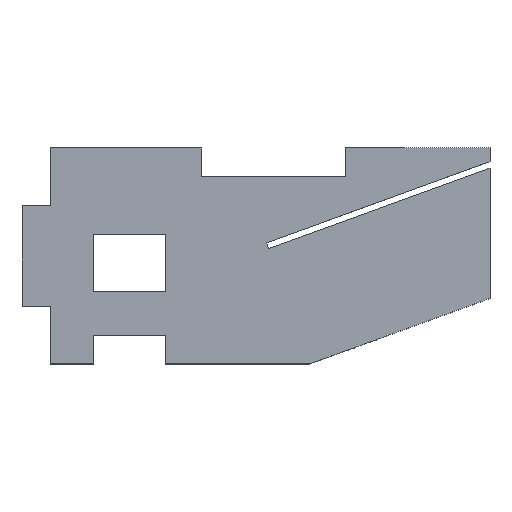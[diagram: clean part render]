
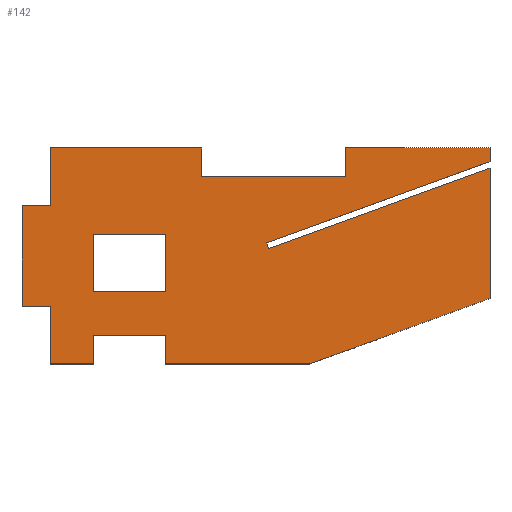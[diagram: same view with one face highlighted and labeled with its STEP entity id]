
A CAD part, top view. The second image highlights one B-rep face of the part: STEP entity #142.
In plain terms, the highlighted planar face has unit normal (0, 0, 1).
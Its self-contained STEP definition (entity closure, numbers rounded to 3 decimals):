
#113=FACE_BOUND('',#221,.T.);
#114=FACE_BOUND('',#222,.T.);
#142=ADVANCED_FACE('',(#113,#114),#169,.F.);
#169=PLANE('',#866);
#221=EDGE_LOOP('',(#325,#326,#327,#328,#329,#330,#331,#332,#333,#334,#335,
#336,#337,#338,#339,#340,#341,#342,#343,#344,#345));
#222=EDGE_LOOP('',(#346,#347,#348,#349));
#325=ORIENTED_EDGE('',*,*,#437,.F.);
#326=ORIENTED_EDGE('',*,*,#497,.F.);
#327=ORIENTED_EDGE('',*,*,#494,.F.);
#328=ORIENTED_EDGE('',*,*,#491,.F.);
#329=ORIENTED_EDGE('',*,*,#488,.F.);
#330=ORIENTED_EDGE('',*,*,#485,.F.);
#331=ORIENTED_EDGE('',*,*,#482,.F.);
#332=ORIENTED_EDGE('',*,*,#479,.F.);
#333=ORIENTED_EDGE('',*,*,#476,.F.);
#334=ORIENTED_EDGE('',*,*,#473,.F.);
#335=ORIENTED_EDGE('',*,*,#470,.F.);
#336=ORIENTED_EDGE('',*,*,#467,.F.);
#337=ORIENTED_EDGE('',*,*,#464,.F.);
#338=ORIENTED_EDGE('',*,*,#461,.F.);
#339=ORIENTED_EDGE('',*,*,#458,.F.);
#340=ORIENTED_EDGE('',*,*,#455,.F.);
#341=ORIENTED_EDGE('',*,*,#452,.F.);
#342=ORIENTED_EDGE('',*,*,#449,.F.);
#343=ORIENTED_EDGE('',*,*,#446,.F.);
#344=ORIENTED_EDGE('',*,*,#443,.F.);
#345=ORIENTED_EDGE('',*,*,#440,.F.);
#346=ORIENTED_EDGE('',*,*,#427,.T.);
#347=ORIENTED_EDGE('',*,*,#499,.T.);
#348=ORIENTED_EDGE('',*,*,#433,.T.);
#349=ORIENTED_EDGE('',*,*,#430,.T.);
#377=VERTEX_POINT('',#1058);
#378=VERTEX_POINT('',#1060);
#380=VERTEX_POINT('',#1066);
#382=VERTEX_POINT('',#1072);
#385=VERTEX_POINT('',#1079);
#386=VERTEX_POINT('',#1081);
#388=VERTEX_POINT('',#1087);
#390=VERTEX_POINT('',#1093);
#392=VERTEX_POINT('',#1099);
#394=VERTEX_POINT('',#1105);
#396=VERTEX_POINT('',#1111);
#398=VERTEX_POINT('',#1117);
#400=VERTEX_POINT('',#1123);
#402=VERTEX_POINT('',#1129);
#404=VERTEX_POINT('',#1135);
#406=VERTEX_POINT('',#1141);
#408=VERTEX_POINT('',#1147);
#410=VERTEX_POINT('',#1153);
#412=VERTEX_POINT('',#1159);
#414=VERTEX_POINT('',#1165);
#416=VERTEX_POINT('',#1171);
#418=VERTEX_POINT('',#1177);
#420=VERTEX_POINT('',#1183);
#422=VERTEX_POINT('',#1189);
#424=VERTEX_POINT('',#1195);
#427=EDGE_CURVE('',#378,#377,#604,.T.);
#430=EDGE_CURVE('',#380,#378,#607,.T.);
#433=EDGE_CURVE('',#382,#380,#610,.T.);
#437=EDGE_CURVE('',#385,#386,#614,.T.);
#440=EDGE_CURVE('',#386,#388,#617,.T.);
#443=EDGE_CURVE('',#388,#390,#620,.T.);
#446=EDGE_CURVE('',#390,#392,#623,.T.);
#449=EDGE_CURVE('',#392,#394,#626,.T.);
#452=EDGE_CURVE('',#394,#396,#629,.T.);
#455=EDGE_CURVE('',#396,#398,#632,.T.);
#458=EDGE_CURVE('',#398,#400,#635,.T.);
#461=EDGE_CURVE('',#400,#402,#638,.T.);
#464=EDGE_CURVE('',#402,#404,#641,.T.);
#467=EDGE_CURVE('',#404,#406,#644,.T.);
#470=EDGE_CURVE('',#406,#408,#647,.T.);
#473=EDGE_CURVE('',#408,#410,#650,.T.);
#476=EDGE_CURVE('',#410,#412,#653,.T.);
#479=EDGE_CURVE('',#412,#414,#656,.T.);
#482=EDGE_CURVE('',#414,#416,#659,.T.);
#485=EDGE_CURVE('',#416,#418,#662,.T.);
#488=EDGE_CURVE('',#418,#420,#665,.T.);
#491=EDGE_CURVE('',#420,#422,#668,.T.);
#494=EDGE_CURVE('',#422,#424,#671,.T.);
#497=EDGE_CURVE('',#424,#385,#674,.T.);
#499=EDGE_CURVE('',#377,#382,#676,.T.);
#604=LINE('',#1059,#704);
#607=LINE('',#1065,#707);
#610=LINE('',#1071,#710);
#614=LINE('',#1080,#714);
#617=LINE('',#1086,#717);
#620=LINE('',#1092,#720);
#623=LINE('',#1098,#723);
#626=LINE('',#1104,#726);
#629=LINE('',#1110,#729);
#632=LINE('',#1116,#732);
#635=LINE('',#1122,#735);
#638=LINE('',#1128,#738);
#641=LINE('',#1134,#741);
#644=LINE('',#1140,#744);
#647=LINE('',#1146,#747);
#650=LINE('',#1152,#750);
#653=LINE('',#1158,#753);
#656=LINE('',#1164,#756);
#659=LINE('',#1170,#759);
#662=LINE('',#1176,#762);
#665=LINE('',#1182,#765);
#668=LINE('',#1188,#768);
#671=LINE('',#1194,#771);
#674=LINE('',#1199,#774);
#676=LINE('',#1202,#776);
#704=VECTOR('',#899,1.);
#707=VECTOR('',#904,1.);
#710=VECTOR('',#909,1.);
#714=VECTOR('',#915,1.);
#717=VECTOR('',#920,1.);
#720=VECTOR('',#925,1.);
#723=VECTOR('',#930,1.);
#726=VECTOR('',#935,1.);
#729=VECTOR('',#940,1.);
#732=VECTOR('',#945,1.);
#735=VECTOR('',#950,1.);
#738=VECTOR('',#955,1.);
#741=VECTOR('',#960,1.);
#744=VECTOR('',#965,1.);
#747=VECTOR('',#970,1.);
#750=VECTOR('',#975,1.);
#753=VECTOR('',#980,1.);
#756=VECTOR('',#985,1.);
#759=VECTOR('',#990,1.);
#762=VECTOR('',#995,1.);
#765=VECTOR('',#1000,1.);
#768=VECTOR('',#1005,1.);
#771=VECTOR('',#1010,1.);
#774=VECTOR('',#1015,1.);
#776=VECTOR('',#1019,1.);
#866=AXIS2_PLACEMENT_3D('',#1204,#1022,#1023);
#899=DIRECTION('',(0.,1.,0.));
#904=DIRECTION('',(-1.,0.,0.));
#909=DIRECTION('',(0.,-1.,0.));
#915=DIRECTION('',(0.,1.,0.));
#920=DIRECTION('',(1.,0.,0.));
#925=DIRECTION('',(0.,1.,0.));
#930=DIRECTION('',(1.,0.,0.));
#935=DIRECTION('',(0.,-1.,0.));
#940=DIRECTION('',(1.,0.,0.));
#945=DIRECTION('',(0.,1.,0.));
#950=DIRECTION('',(1.,0.,0.));
#955=DIRECTION('',(0.,-1.,0.));
#960=DIRECTION('',(-0.94,-0.342,0.));
#965=DIRECTION('',(0.342,-0.94,0.));
#970=DIRECTION('',(0.94,0.342,0.));
#975=DIRECTION('',(0.,-1.,0.));
#980=DIRECTION('',(-0.94,-0.342,0.));
#985=DIRECTION('',(-1.,0.,0.));
#990=DIRECTION('',(0.,1.,0.));
#995=DIRECTION('',(-1.,0.,0.));
#1000=DIRECTION('',(0.,-1.,0.));
#1005=DIRECTION('',(-1.,0.,0.));
#1010=DIRECTION('',(0.,1.,0.));
#1015=DIRECTION('',(-1.,0.,0.));
#1019=DIRECTION('',(1.,0.,0.));
#1022=DIRECTION('',(0.,0.,-1.));
#1023=DIRECTION('',(-1.,0.,0.));
#1058=CARTESIAN_POINT('',(6.,18.,4.));
#1059=CARTESIAN_POINT('',(6.,10.,4.));
#1060=CARTESIAN_POINT('',(6.,10.,4.));
#1065=CARTESIAN_POINT('',(16.,10.,4.));
#1066=CARTESIAN_POINT('',(16.,10.,4.));
#1071=CARTESIAN_POINT('',(16.,18.,4.));
#1072=CARTESIAN_POINT('',(16.,18.,4.));
#1079=CARTESIAN_POINT('',(-4.,8.,4.));
#1080=CARTESIAN_POINT('',(-4.,8.,4.));
#1081=CARTESIAN_POINT('',(-4.,22.,4.));
#1086=CARTESIAN_POINT('',(-4.,22.,4.));
#1087=CARTESIAN_POINT('',(0.,22.,4.));
#1092=CARTESIAN_POINT('',(0.,22.,4.));
#1093=CARTESIAN_POINT('',(0.,30.,4.));
#1098=CARTESIAN_POINT('',(0.,30.,4.));
#1099=CARTESIAN_POINT('',(21.,30.,4.));
#1104=CARTESIAN_POINT('',(21.,30.,4.));
#1105=CARTESIAN_POINT('',(21.,26.,4.));
#1110=CARTESIAN_POINT('',(21.,26.,4.));
#1111=CARTESIAN_POINT('',(41.,26.,4.));
#1116=CARTESIAN_POINT('',(41.,26.,4.));
#1117=CARTESIAN_POINT('',(41.,30.,4.));
#1122=CARTESIAN_POINT('',(41.,30.,4.));
#1123=CARTESIAN_POINT('',(61.,30.,4.));
#1128=CARTESIAN_POINT('',(61.,30.,4.));
#1129=CARTESIAN_POINT('',(61.,28.095,4.));
#1134=CARTESIAN_POINT('',(61.,28.095,4.));
#1135=CARTESIAN_POINT('',(29.99,16.808,4.));
#1140=CARTESIAN_POINT('',(29.99,16.808,4.));
#1141=CARTESIAN_POINT('',(30.281,16.009,4.));
#1146=CARTESIAN_POINT('',(30.281,16.009,4.));
#1147=CARTESIAN_POINT('',(61.,27.19,4.));
#1152=CARTESIAN_POINT('',(61.,27.19,4.));
#1153=CARTESIAN_POINT('',(61.,9.099,4.));
#1158=CARTESIAN_POINT('',(61.,9.099,4.));
#1159=CARTESIAN_POINT('',(36.,0.,4.));
#1164=CARTESIAN_POINT('',(36.,0.,4.));
#1165=CARTESIAN_POINT('',(16.,0.,4.));
#1170=CARTESIAN_POINT('',(16.,0.,4.));
#1171=CARTESIAN_POINT('',(16.,4.,4.));
#1176=CARTESIAN_POINT('',(16.,4.,4.));
#1177=CARTESIAN_POINT('',(6.,4.,4.));
#1182=CARTESIAN_POINT('',(6.,4.,4.));
#1183=CARTESIAN_POINT('',(6.,0.,4.));
#1188=CARTESIAN_POINT('',(6.,0.,4.));
#1189=CARTESIAN_POINT('',(0.,0.,4.));
#1194=CARTESIAN_POINT('',(0.,0.,4.));
#1195=CARTESIAN_POINT('',(0.,8.,4.));
#1199=CARTESIAN_POINT('',(0.,8.,4.));
#1202=CARTESIAN_POINT('',(6.,18.,4.));
#1204=CARTESIAN_POINT('',(0.,0.,4.));
